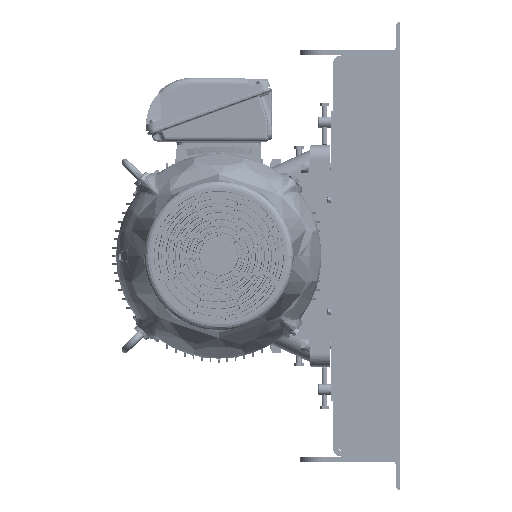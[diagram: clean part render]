
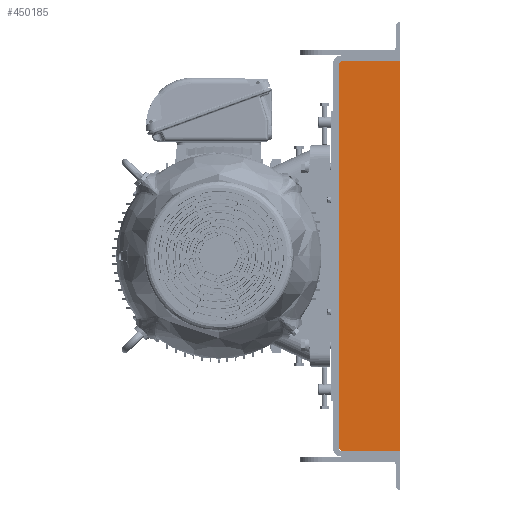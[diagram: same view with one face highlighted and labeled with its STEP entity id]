
A CAD part, left-side view. The second image highlights one B-rep face of the part: STEP entity #450185.
In plain terms, the highlighted planar face has unit normal (-1, 0, 0).
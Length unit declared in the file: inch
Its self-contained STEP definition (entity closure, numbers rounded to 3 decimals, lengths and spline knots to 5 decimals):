
#14172 = CARTESIAN_POINT ( 'NONE',  ( 0., 5.5, -0.75 ) ) ;
#16609 = CARTESIAN_POINT ( 'NONE',  ( 0., 5.25, -0.5 ) ) ;
#17825 = VECTOR ( 'NONE', #155308, 39.37008 ) ;
#24785 = VERTEX_POINT ( 'NONE', #14172 ) ;
#29698 = EDGE_CURVE ( 'NONE', #24785, #108830, #251729, .T. ) ;
#49355 = ORIENTED_EDGE ( 'NONE', *, *, #106346, .F. ) ;
#51163 = VERTEX_POINT ( 'NONE', #389763 ) ;
#56683 = FACE_OUTER_BOUND ( 'NONE', #219776, .T. ) ;
#75872 = DIRECTION ( 'NONE',  ( 0., 1., 0. ) ) ;
#84086 = LINE ( 'NONE', #404852, #308625 ) ;
#90030 = VERTEX_POINT ( 'NONE', #341890 ) ;
#106346 = EDGE_CURVE ( 'NONE', #315191, #261774, #188824, .T. ) ;
#108830 = VERTEX_POINT ( 'NONE', #16609 ) ;
#110420 = DIRECTION ( 'NONE',  ( 0., 0., -1. ) ) ;
#123003 = VECTOR ( 'NONE', #110420, 39.37008 ) ;
#142521 = CARTESIAN_POINT ( 'NONE',  ( 0., 0., -35.5 ) ) ;
#155308 = DIRECTION ( 'NONE',  ( 0., -1., 0. ) ) ;
#160874 = EDGE_CURVE ( 'NONE', #90030, #24785, #360770, .T. ) ;
#161297 = DIRECTION ( 'NONE',  ( 0., 0.707, 0.707 ) ) ;
#180277 = PLANE ( 'NONE',  #191851 ) ;
#182656 = ORIENTED_EDGE ( 'NONE', *, *, #352621, .F. ) ;
#188824 = LINE ( 'NONE', #142521, #123003 ) ;
#191225 = DIRECTION ( 'NONE',  ( 0., -0.707, 0.707 ) ) ;
#191851 = AXIS2_PLACEMENT_3D ( 'NONE', #212454, #252210, #216940 ) ;
#196356 = VECTOR ( 'NONE', #384701, 39.37008 ) ;
#203407 = ORIENTED_EDGE ( 'NONE', *, *, #29698, .F. ) ;
#212454 = CARTESIAN_POINT ( 'NONE',  ( 0., 0., 0. ) ) ;
#216940 = DIRECTION ( 'NONE',  ( 0., 0., 1. ) ) ;
#219776 = EDGE_LOOP ( 'NONE', ( #49355, #270713, #203407, #276279, #182656, #404402 ) ) ;
#219901 = VECTOR ( 'NONE', #75872, 39.37008 ) ;
#240732 = VECTOR ( 'NONE', #191225, 39.37008 ) ;
#248878 = CARTESIAN_POINT ( 'NONE',  ( 0., 5.25, -35.5 ) ) ;
#251729 = LINE ( 'NONE', #330678, #240732 ) ;
#252210 = DIRECTION ( 'NONE',  ( -1., 0., 0. ) ) ;
#261774 = VERTEX_POINT ( 'NONE', #372789 ) ;
#270713 = ORIENTED_EDGE ( 'NONE', *, *, #421284, .F. ) ;
#276279 = ORIENTED_EDGE ( 'NONE', *, *, #160874, .F. ) ;
#302788 = EDGE_CURVE ( 'NONE', #261774, #51163, #390046, .T. ) ;
#308625 = VECTOR ( 'NONE', #161297, 39.37008 ) ;
#315191 = VERTEX_POINT ( 'NONE', #334345 ) ;
#330678 = CARTESIAN_POINT ( 'NONE',  ( 0., 5.25, -0.5 ) ) ;
#334345 = CARTESIAN_POINT ( 'NONE',  ( 0., 0., -0.5 ) ) ;
#341890 = CARTESIAN_POINT ( 'NONE',  ( 0., 5.5, -35.25 ) ) ;
#352621 = EDGE_CURVE ( 'NONE', #51163, #90030, #84086, .T. ) ;
#360770 = LINE ( 'NONE', #413834, #196356 ) ;
#365245 = CARTESIAN_POINT ( 'NONE',  ( 0., 0., -0.5 ) ) ;
#372789 = CARTESIAN_POINT ( 'NONE',  ( 0., 0., -35.5 ) ) ;
#384701 = DIRECTION ( 'NONE',  ( 0., 0., 1. ) ) ;
#385208 = LINE ( 'NONE', #365245, #17825 ) ;
#389763 = CARTESIAN_POINT ( 'NONE',  ( 0., 5.25, -35.5 ) ) ;
#390046 = LINE ( 'NONE', #248878, #219901 ) ;
#404402 = ORIENTED_EDGE ( 'NONE', *, *, #302788, .F. ) ;
#404852 = CARTESIAN_POINT ( 'NONE',  ( 0., 5.5, -35.25 ) ) ;
#413834 = CARTESIAN_POINT ( 'NONE',  ( 0., 5.5, -0.75 ) ) ;
#421284 = EDGE_CURVE ( 'NONE', #108830, #315191, #385208, .T. ) ;
#450185 = ADVANCED_FACE ( 'NONE', ( #56683 ), #180277, .T. ) ;
